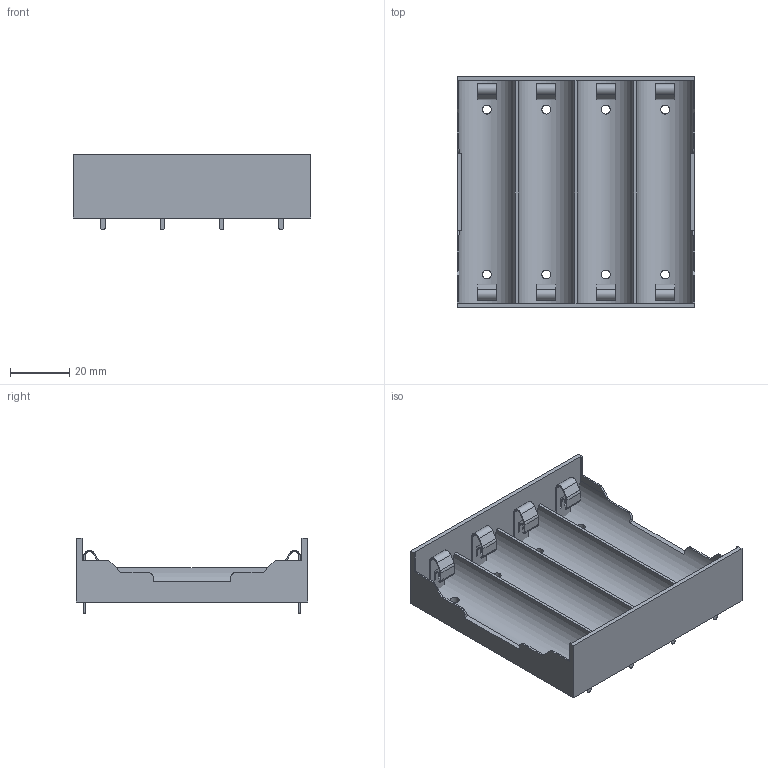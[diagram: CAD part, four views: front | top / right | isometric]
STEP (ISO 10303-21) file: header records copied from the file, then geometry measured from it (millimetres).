
FILE_DESCRIPTION(('STEP AP214'), '1');
FILE_NAME('Hold_18650-4', '', ('UNSPECIFIED'), ('UNSPECIFIED'), 'C3D Converter', 'C3D Toolkit', '');
FILE_SCHEMA(('AUTOMOTIVE_DESIGN { 1 0 10303 214 3 1 1}'));
Length unit declared in the file: millimetre
Assembly tree (9 placements, depth 2):
  (unnamed)
    (unnamed)  x8
    (unnamed)
Bounding box: 80 x 78 x 25.5 mm (x, y, z)
Volume: 31881.7 mm3; surface area: 26539.3 mm2
Topology: 9 solids, 9 shells, 422 faces, 1020 edges, 616 vertices
Faces by surface type: plane 310, cylinder 112
Full cylindrical faces by diameter (mm): 3 x8
Entity records: 3964 total; most frequent: CARTESIAN_POINT 1178, ORIENTED_EDGE 512, DIRECTION 508, EDGE_CURVE 256, LINE 192, VECTOR 192, VERTEX_POINT 168, AXIS2_PLACEMENT_3D 158
